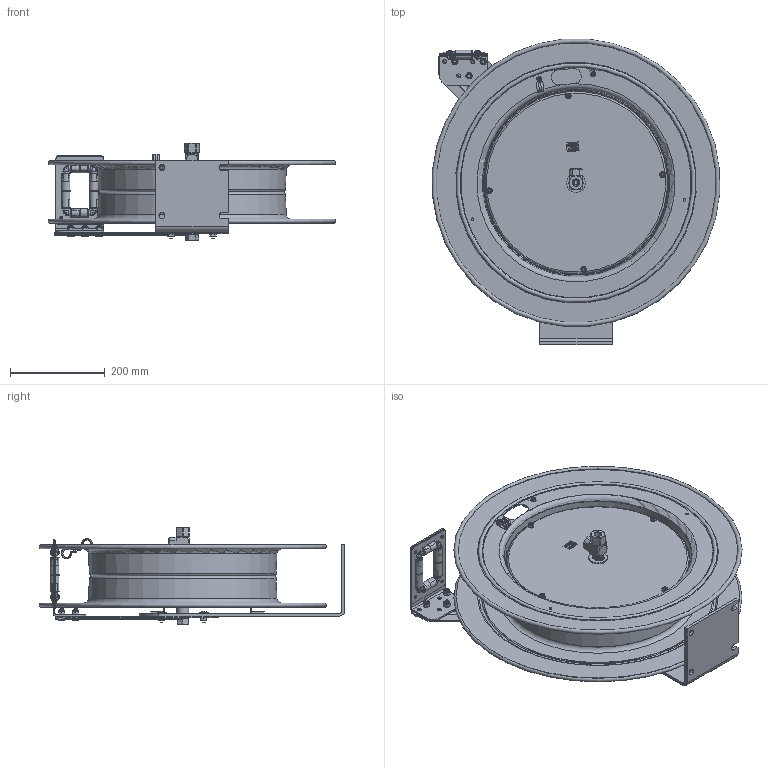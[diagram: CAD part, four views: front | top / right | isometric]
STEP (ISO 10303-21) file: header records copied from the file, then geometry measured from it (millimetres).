
FILE_DESCRIPTION(/* description */ (''),/* implementation_level */ '2;1');
FILE_NAME(/* name */ 'SH-N-3100_SHARED.stp',/* time_stamp */ '2020-02-11T11:05:24-07:00',/* author */ ('NMelton'),/* organization */ (''),/* preprocessor_version */ 'ST-DEVELOPER v17',/* originating_system */ 'Autodesk Inventor 2019',/* authorisation */ '');
FILE_SCHEMA (('AUTOMOTIVE_DESIGN { 1 0 10303 214 3 1 1 }'));
Products named in the file (1): SH-N-3100_SHARED
Bounding box: 607.49 x 646.65 x 206.76 mm (x, y, z)
Surface area: 1835806.8 mm2 (no closed solid volume)
Topology: 0 solids, 159 shells, 2558 faces, 11523 edges, 8789 vertices
Faces by surface type: plane 1329, cylinder 614, bspline 344, cone 183, torus 72, sphere 16
Full cylindrical faces by diameter (mm): 2.159 x2, 2.54 x1, 3.048 x1, 3.962 x2, 4.699 x4, 4.826 x2, 5.182 x2, 5.588 x7, 6.35 x9, 7.938 x3, 8.636 x7, 10.414 x1, 11.43 x3, 12.192 x7, 12.7 x2, 14.224 x1, 14.859 x1, 15.875 x1, 17.882 x1, 19.05 x7, 20.574 x1, 20.625 x1, 25.362 x1, 28.448 x1, 39.624 x1, 385.064 x1, 387.35 x1, 390.388 x1
Entity records: 124724 total; most frequent: CARTESIAN_POINT 35660, ORIENTED_EDGE 16472, DIRECTION 15833, EDGE_CURVE 11510, VERTEX_POINT 8789, LINE 6407, VECTOR 6407, AXIS2_PLACEMENT_3D 4713
